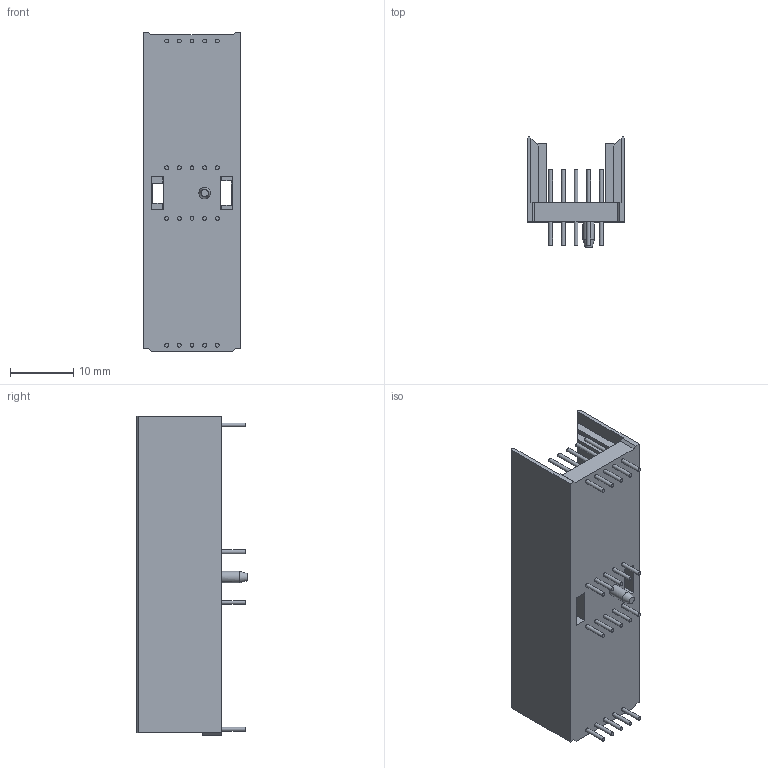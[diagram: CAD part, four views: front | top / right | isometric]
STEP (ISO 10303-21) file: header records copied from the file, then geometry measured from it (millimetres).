
FILE_DESCRIPTION((''),'2;1');
FILE_NAME( '1701_har-bus_HM_A_straight_male_110_pole.stp', '2004-08-11T10:04:44',('User'),('SDRC'),'I-DEAS Master Series 9','UNIX', 'Yes');
FILE_SCHEMA(('AUTOMOTIVE_DESIGN { 1 0 10303 214 1 1 1 1 }'));
Length unit declared in the file: millimetre
Products named in the file (1): 1701_har-bus_HM_A_straight_male_110_pole
Bounding box: 15.4 x 17.4 x 50.35 mm (x, y, z)
Volume: 3821.9 mm3; surface area: 4753.4 mm2
Topology: 1 solids, 1 shells, 188 faces, 433 edges, 287 vertices
Faces by surface type: bspline 188
Entity records: 5685 total; most frequent: CARTESIAN_POINT 2741, ORIENTED_EDGE 866, EDGE_CURVE 433, VERTEX_POINT 287, EDGE_LOOP 232, B_SPLINE_CURVE_WITH_KNOTS 218, FACE_OUTER_BOUND 188, ADVANCED_FACE 188
